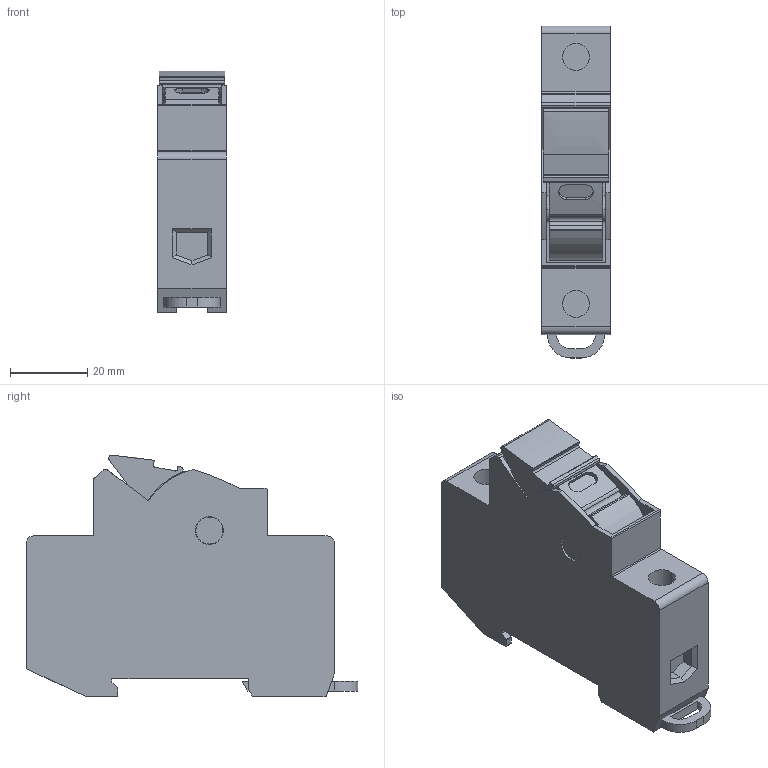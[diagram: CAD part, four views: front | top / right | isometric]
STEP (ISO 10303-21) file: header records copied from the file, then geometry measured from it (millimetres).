
FILE_DESCRIPTION(('CATIA V5R22 STEP214','CAx-IF Rec.Pracs.--- Model Styling and Organization---1.4--- 2014-01-23'),'2;1');
FILE_NAME ('D1448889_0', '2020-05-28T12:18:43+00:00', ('Weidmueller Interface'), ('Weidmueller'), 'CATIA Version 5-6 Release 2016 SP3 HF44', 'CATIA V5 STEP AP214', 'none');
FILE_SCHEMA(('AUTOMOTIVE_DESIGN { 1 0 10303 214 1 1 1 1 }'));
Length unit declared in the file: millimetre
Products named in the file (1): WSI_25-1_10X38_1KV
Bounding box: 17.8 x 86 x 62.63 mm (x, y, z)
Volume: 62156.7 mm3; surface area: 19716.7 mm2
Topology: 3 solids, 3 shells, 165 faces, 447 edges, 294 vertices
Faces by surface type: plane 100, cylinder 49, extrusion 16
Entity records: 5164 total; most frequent: CARTESIAN_POINT 1211, ORIENTED_EDGE 894, DIRECTION 637, EDGE_CURVE 447, VECTOR 311, LINE 295, VERTEX_POINT 294, AXIS2_PLACEMENT_3D 211
